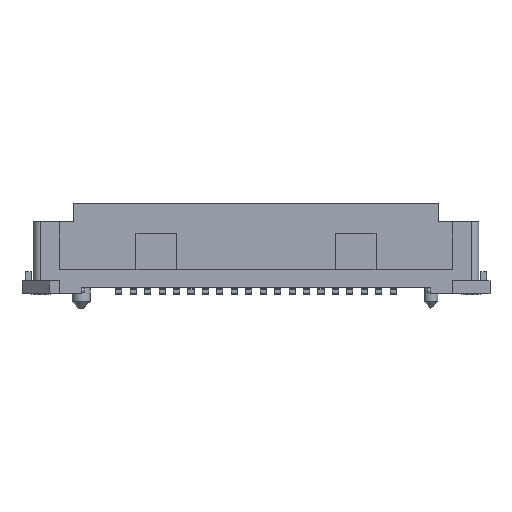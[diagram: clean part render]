
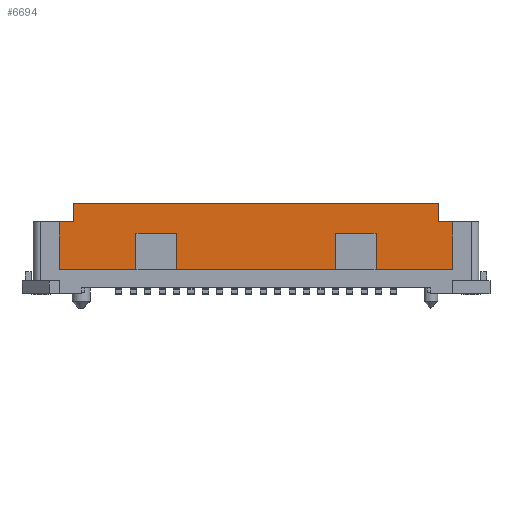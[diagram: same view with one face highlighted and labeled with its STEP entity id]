
A CAD part, top view. The second image highlights one B-rep face of the part: STEP entity #6694.
In plain terms, the highlighted planar face has unit normal (0, 0, 1).
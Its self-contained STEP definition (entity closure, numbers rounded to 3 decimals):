
#6694=ADVANCED_FACE('PLAN_FACE9',(#8286),#7560,.F.);
#7560=PLANE('',#22715);
#8286=FACE_OUTER_BOUND('',#9139,.T.);
#9139=EDGE_LOOP('',(#10100,#10101,#10102,#10103,#10104,#10105,#10106,#10107,
#10108,#10109,#10110,#10111,#10112,#10113,#10114,#10115));
#10100=ORIENTED_EDGE('',*,*,#16302,.T.);
#10101=ORIENTED_EDGE('',*,*,#16303,.T.);
#10102=ORIENTED_EDGE('',*,*,#16304,.F.);
#10103=ORIENTED_EDGE('',*,*,#16305,.F.);
#10104=ORIENTED_EDGE('',*,*,#16306,.F.);
#10105=ORIENTED_EDGE('',*,*,#16307,.T.);
#10106=ORIENTED_EDGE('',*,*,#16308,.T.);
#10107=ORIENTED_EDGE('',*,*,#16309,.F.);
#10108=ORIENTED_EDGE('',*,*,#16310,.F.);
#10109=ORIENTED_EDGE('',*,*,#16311,.T.);
#10110=ORIENTED_EDGE('',*,*,#16312,.T.);
#10111=ORIENTED_EDGE('',*,*,#16313,.F.);
#10112=ORIENTED_EDGE('',*,*,#16314,.F.);
#10113=ORIENTED_EDGE('',*,*,#16315,.T.);
#10114=ORIENTED_EDGE('',*,*,#16316,.T.);
#10115=ORIENTED_EDGE('',*,*,#16317,.F.);
#14752=VERTEX_POINT('',#28209);
#14753=VERTEX_POINT('',#28210);
#14754=VERTEX_POINT('',#28212);
#14755=VERTEX_POINT('',#28214);
#14756=VERTEX_POINT('',#28216);
#14757=VERTEX_POINT('',#28218);
#14758=VERTEX_POINT('',#28220);
#14759=VERTEX_POINT('',#28222);
#14760=VERTEX_POINT('',#28224);
#14761=VERTEX_POINT('',#28226);
#14762=VERTEX_POINT('',#28228);
#14763=VERTEX_POINT('',#28230);
#14764=VERTEX_POINT('',#28232);
#14765=VERTEX_POINT('',#28234);
#14766=VERTEX_POINT('',#28236);
#14767=VERTEX_POINT('',#28238);
#16302=EDGE_CURVE('',#14752,#14753,#18628,.T.);
#16303=EDGE_CURVE('',#14753,#14754,#18629,.T.);
#16304=EDGE_CURVE('',#14755,#14754,#18630,.T.);
#16305=EDGE_CURVE('',#14756,#14755,#18631,.T.);
#16306=EDGE_CURVE('',#14757,#14756,#18632,.T.);
#16307=EDGE_CURVE('',#14757,#14758,#18633,.T.);
#16308=EDGE_CURVE('',#14758,#14759,#18634,.T.);
#16309=EDGE_CURVE('',#14760,#14759,#18635,.T.);
#16310=EDGE_CURVE('',#14761,#14760,#18636,.T.);
#16311=EDGE_CURVE('',#14761,#14762,#18637,.T.);
#16312=EDGE_CURVE('',#14762,#14763,#18638,.T.);
#16313=EDGE_CURVE('',#14764,#14763,#18639,.T.);
#16314=EDGE_CURVE('',#14765,#14764,#18640,.T.);
#16315=EDGE_CURVE('',#14765,#14766,#18641,.T.);
#16316=EDGE_CURVE('',#14766,#14767,#18642,.T.);
#16317=EDGE_CURVE('',#14752,#14767,#18643,.T.);
#18628=LINE('',#28208,#20671);
#18629=LINE('',#28211,#20672);
#18630=LINE('',#28213,#20673);
#18631=LINE('',#28215,#20674);
#18632=LINE('',#28217,#20675);
#18633=LINE('',#28219,#20676);
#18634=LINE('',#28221,#20677);
#18635=LINE('',#28223,#20678);
#18636=LINE('',#28225,#20679);
#18637=LINE('',#28227,#20680);
#18638=LINE('',#28229,#20681);
#18639=LINE('',#28231,#20682);
#18640=LINE('',#28233,#20683);
#18641=LINE('',#28235,#20684);
#18642=LINE('',#28237,#20685);
#18643=LINE('',#28239,#20686);
#20671=VECTOR('',#23866,1.);
#20672=VECTOR('',#23867,1.);
#20673=VECTOR('',#23868,1.);
#20674=VECTOR('',#23869,1.);
#20675=VECTOR('',#23870,1.);
#20676=VECTOR('',#23871,1.);
#20677=VECTOR('',#23872,1.);
#20678=VECTOR('',#23873,1.);
#20679=VECTOR('',#23874,1.);
#20680=VECTOR('',#23875,1.);
#20681=VECTOR('',#23876,1.);
#20682=VECTOR('',#23877,1.);
#20683=VECTOR('',#23878,1.);
#20684=VECTOR('',#23879,1.);
#20685=VECTOR('',#23880,1.);
#20686=VECTOR('',#23881,1.);
#22715=AXIS2_PLACEMENT_3D('',#28240,#23882,#23883);
#23866=DIRECTION('',(-1.,0.,0.));
#23867=DIRECTION('',(0.,-1.,0.));
#23868=DIRECTION('',(1.,0.,0.));
#23869=DIRECTION('',(0.,1.,0.));
#23870=DIRECTION('',(-1.,0.,0.));
#23871=DIRECTION('',(0.,1.,0.));
#23872=DIRECTION('',(1.,0.,0.));
#23873=DIRECTION('',(0.,1.,0.));
#23874=DIRECTION('',(-1.,0.,0.));
#23875=DIRECTION('',(0.,1.,0.));
#23876=DIRECTION('',(1.,0.,0.));
#23877=DIRECTION('',(0.,1.,0.));
#23878=DIRECTION('',(-1.,0.,0.));
#23879=DIRECTION('',(0.,1.,0.));
#23880=DIRECTION('',(-1.,0.,0.));
#23881=DIRECTION('',(0.,-1.,0.));
#23882=DIRECTION('',(0.,0.,-1.));
#23883=DIRECTION('',(0.,1.,0.));
#28208=CARTESIAN_POINT('',(3.079,1.97,2.4));
#28209=CARTESIAN_POINT('',(8.035,1.97,2.4));
#28210=CARTESIAN_POINT('',(-8.035,1.97,2.4));
#28211=CARTESIAN_POINT('',(-8.035,1.975,2.4));
#28212=CARTESIAN_POINT('',(-8.035,1.175,2.4));
#28213=CARTESIAN_POINT('',(-8.645,1.175,2.4));
#28214=CARTESIAN_POINT('',(-8.645,1.175,2.4));
#28215=CARTESIAN_POINT('',(-8.645,-0.925,2.4));
#28216=CARTESIAN_POINT('',(-8.645,-0.925,2.4));
#28217=CARTESIAN_POINT('',(-5.275,-0.925,2.4));
#28218=CARTESIAN_POINT('',(-5.275,-0.925,2.4));
#28219=CARTESIAN_POINT('',(-5.275,-0.925,2.4));
#28220=CARTESIAN_POINT('',(-5.275,0.675,2.4));
#28221=CARTESIAN_POINT('',(-5.275,0.675,2.4));
#28222=CARTESIAN_POINT('',(-3.5,0.675,2.4));
#28223=CARTESIAN_POINT('',(-3.5,-0.925,2.4));
#28224=CARTESIAN_POINT('',(-3.5,-0.925,2.4));
#28225=CARTESIAN_POINT('',(3.5,-0.925,2.4));
#28226=CARTESIAN_POINT('',(3.5,-0.925,2.4));
#28227=CARTESIAN_POINT('',(3.5,-0.925,2.4));
#28228=CARTESIAN_POINT('',(3.5,0.675,2.4));
#28229=CARTESIAN_POINT('',(3.5,0.675,2.4));
#28230=CARTESIAN_POINT('',(5.275,0.675,2.4));
#28231=CARTESIAN_POINT('',(5.275,-0.925,2.4));
#28232=CARTESIAN_POINT('',(5.275,-0.925,2.4));
#28233=CARTESIAN_POINT('',(8.645,-0.925,2.4));
#28234=CARTESIAN_POINT('',(8.645,-0.925,2.4));
#28235=CARTESIAN_POINT('',(8.645,-0.925,2.4));
#28236=CARTESIAN_POINT('',(8.645,1.175,2.4));
#28237=CARTESIAN_POINT('',(8.645,1.175,2.4));
#28238=CARTESIAN_POINT('',(8.035,1.175,2.4));
#28239=CARTESIAN_POINT('',(8.035,1.975,2.4));
#28240=CARTESIAN_POINT('',(10.285,-0.925,2.4));
